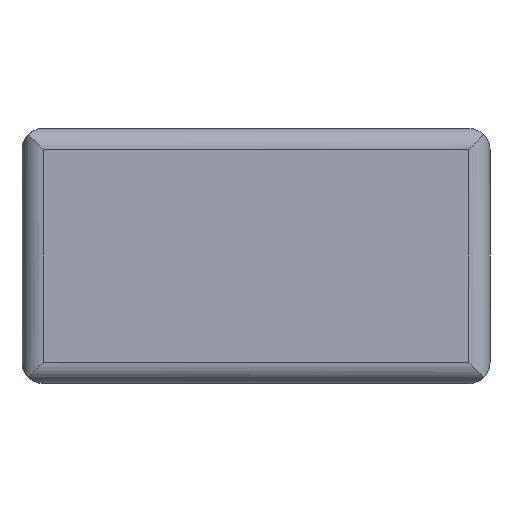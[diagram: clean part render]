
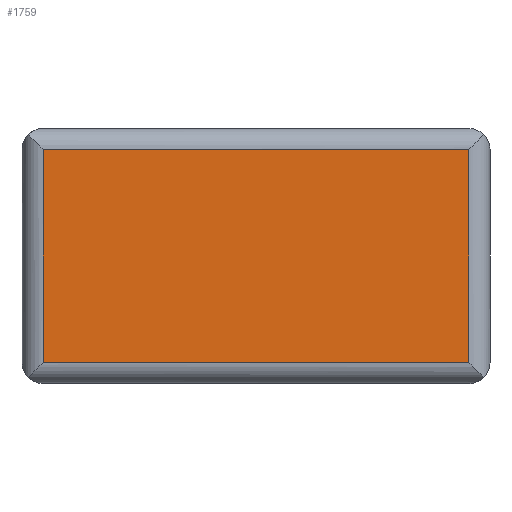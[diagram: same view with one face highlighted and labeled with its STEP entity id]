
A CAD part, front view. The second image highlights one B-rep face of the part: STEP entity #1759.
In plain terms, the highlighted planar face has unit normal (0, -1, 0).
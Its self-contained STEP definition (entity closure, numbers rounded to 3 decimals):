
#30 = VECTOR ( 'NONE', #2048, 1000. ) ;
#141 = ORIENTED_EDGE ( 'NONE', *, *, #2642, .F. ) ;
#182 = AXIS2_PLACEMENT_3D ( 'NONE', #3117, #2279, #1990 ) ;
#330 = CARTESIAN_POINT ( 'NONE',  ( -10., -12., -5. ) ) ;
#349 = LINE ( 'NONE', #3561, #1581 ) ;
#747 = LINE ( 'NONE', #2640, #1159 ) ;
#1053 = VERTEX_POINT ( 'NONE', #330 ) ;
#1151 = ORIENTED_EDGE ( 'NONE', *, *, #1913, .F. ) ;
#1159 = VECTOR ( 'NONE', #3210, 1000. ) ;
#1294 = VERTEX_POINT ( 'NONE', #1352 ) ;
#1299 = VECTOR ( 'NONE', #2717, 1000. ) ;
#1349 = LINE ( 'NONE', #3001, #1299 ) ;
#1352 = CARTESIAN_POINT ( 'NONE',  ( -10., -12., 5. ) ) ;
#1581 = VECTOR ( 'NONE', #3545, 1000. ) ;
#1735 = VERTEX_POINT ( 'NONE', #3439 ) ;
#1759 = ADVANCED_FACE ( 'NONE', ( #2766 ), #3727, .F. ) ;
#1792 = EDGE_CURVE ( 'NONE', #2515, #1735, #747, .T. ) ;
#1796 = CARTESIAN_POINT ( 'NONE',  ( 50., -12., 5. ) ) ;
#1802 = LINE ( 'NONE', #1796, #30 ) ;
#1913 = EDGE_CURVE ( 'NONE', #1053, #1294, #1349, .T. ) ;
#1990 = DIRECTION ( 'NONE',  ( 0., 0., 1. ) ) ;
#2048 = DIRECTION ( 'NONE',  ( 1., 0., 0. ) ) ;
#2170 = CARTESIAN_POINT ( 'NONE',  ( 10., -12., 5. ) ) ;
#2279 = DIRECTION ( 'NONE',  ( 0., 1., 0. ) ) ;
#2515 = VERTEX_POINT ( 'NONE', #2170 ) ;
#2640 = CARTESIAN_POINT ( 'NONE',  ( 10., -12., 6. ) ) ;
#2642 = EDGE_CURVE ( 'NONE', #1294, #2515, #1802, .T. ) ;
#2716 = EDGE_CURVE ( 'NONE', #1735, #1053, #349, .T. ) ;
#2717 = DIRECTION ( 'NONE',  ( 0., 0., 1. ) ) ;
#2744 = ORIENTED_EDGE ( 'NONE', *, *, #1792, .F. ) ;
#2761 = ORIENTED_EDGE ( 'NONE', *, *, #2716, .F. ) ;
#2766 = FACE_OUTER_BOUND ( 'NONE', #3655, .T. ) ;
#3001 = CARTESIAN_POINT ( 'NONE',  ( -10., -12., 6. ) ) ;
#3117 = CARTESIAN_POINT ( 'NONE',  ( -11., -12., 6. ) ) ;
#3210 = DIRECTION ( 'NONE',  ( 0., 0., -1. ) ) ;
#3439 = CARTESIAN_POINT ( 'NONE',  ( 10., -12., -5. ) ) ;
#3545 = DIRECTION ( 'NONE',  ( -1., 0., 0. ) ) ;
#3561 = CARTESIAN_POINT ( 'NONE',  ( 50., -12., -5. ) ) ;
#3655 = EDGE_LOOP ( 'NONE', ( #2761, #2744, #141, #1151 ) ) ;
#3727 = PLANE ( 'NONE',  #182 ) ;
